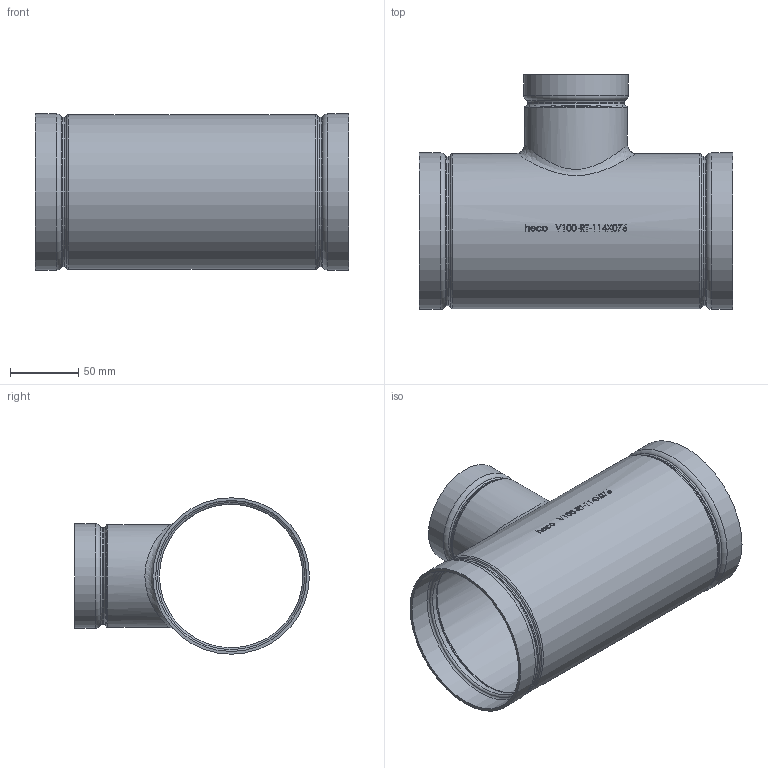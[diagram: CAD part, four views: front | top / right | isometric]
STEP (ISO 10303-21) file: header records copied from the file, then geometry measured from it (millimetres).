
FILE_DESCRIPTION (( 'STEP AP214' ), '1' );
FILE_NAME ('V100-RT-114X076-x Typ E493 DN100x65 400x212 Ø114,3x76,1 1812.STEP', '2018-12-17T08:22:43', ( '' ), ( '' ), 'SwSTEP 2.0', 'SolidWorks 2016', '' );
FILE_SCHEMA (( 'AUTOMOTIVE_DESIGN' ));
Length unit declared in the file: inch
Products named in the file (1): V100-RT-114X076-x Typ E493 DN100x65 400x212 Ø114,3x76,1 1812
Bounding box: 228.6 x 171.45 x 114.3 mm (x, y, z)
Volume: 187864.7 mm3; surface area: 185754.7 mm2
Topology: 1 solids, 1 shells, 253 faces, 642 edges, 419 vertices
Faces by surface type: bspline 107, plane 73, cylinder 43, torus 24, cone 6
Full cylindrical faces by diameter (mm): 66.294 x1, 70.358 x1, 71.018 x1, 72.136 x1, 75.082 x1, 76.2 x1, 104.775 x2, 108.839 x2, 109.118 x1, 110.236 x2, 113.182 x1, 114.3 x2
Entity records: 26298 total; most frequent: CARTESIAN_POINT 18830, ORIENTED_EDGE 1154, DIRECTION 636, EDGE_CURVE 577, VERTEX_POINT 402, B_SPLINE_CURVE_WITH_KNOTS 339, EDGE_LOOP 333, FACE_OUTER_BOUND 295
